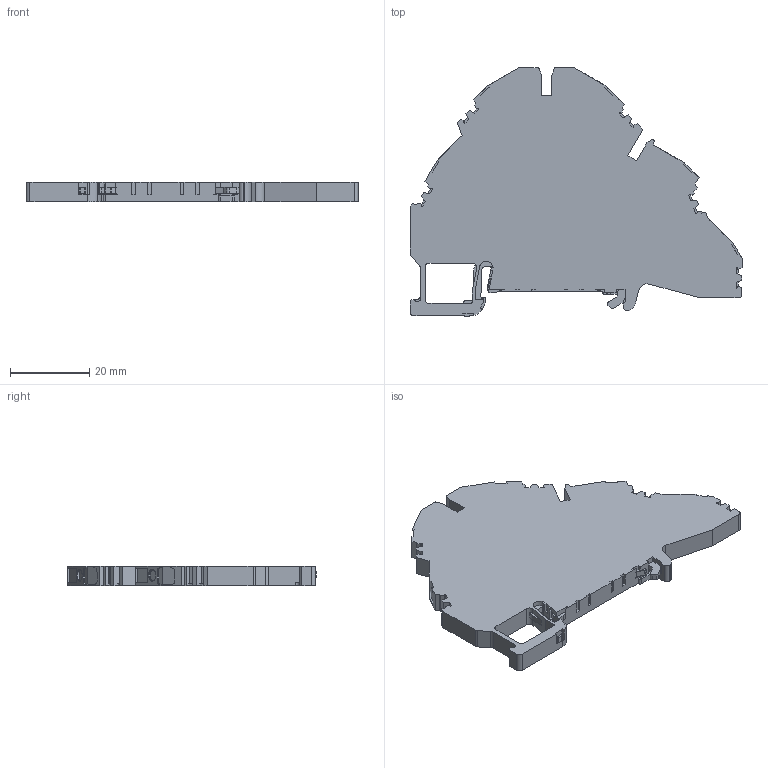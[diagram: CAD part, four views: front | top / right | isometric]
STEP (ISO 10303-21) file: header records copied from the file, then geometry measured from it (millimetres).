
FILE_DESCRIPTION (( 'STEP AP214' ), '1' );
FILE_NAME ('324800_YBK 2,5-2FT_Beige.STP', '2013-11-13T13:58:24', ( 'arge' ), ( 'Microsoft' ), 'SwSTEP 2.0', 'SolidWorks 2013', '' );
FILE_SCHEMA (( 'AUTOMOTIVE_DESIGN' ));
Length unit declared in the file: millimetre
Products named in the file (1): 324800_YBK 2,5-2FT_Beige
Bounding box: 83.75 x 62.62 x 5 mm (x, y, z)
Volume: 16636.6 mm3; surface area: 8882.1 mm2
Topology: 1 solids, 1 shells, 476 faces, 1361 edges, 893 vertices
Faces by surface type: plane 344, cylinder 112, torus 10, cone 10
Entity records: 19803 total; most frequent: CARTESIAN_POINT 2824, ORIENTED_EDGE 2722, DIRECTION 2518, EDGE_CURVE 1361, LINE 1096, VECTOR 1096, VERTEX_POINT 893, AXIS2_PLACEMENT_3D 711
